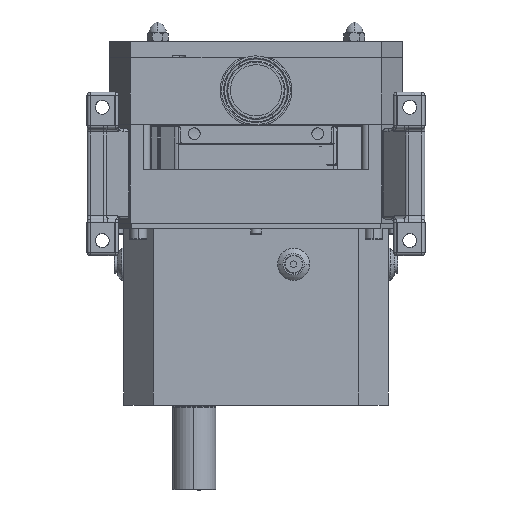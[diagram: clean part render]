
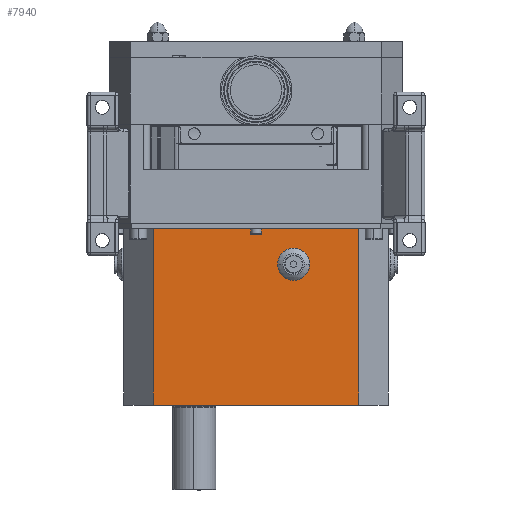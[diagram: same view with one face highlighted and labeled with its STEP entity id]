
A CAD part, front view. The second image highlights one B-rep face of the part: STEP entity #7940.
In plain terms, the highlighted planar face has unit normal (0, -1, 0).
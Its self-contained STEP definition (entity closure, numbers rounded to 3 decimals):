
#497 = DIRECTION ( 'NONE',  ( -1., 0., 0. ) ) ;
#1194 = FACE_OUTER_BOUND ( 'NONE', #15284, .T. ) ;
#1395 = DIRECTION ( 'NONE',  ( 0., 0., -1. ) ) ;
#1634 = DIRECTION ( 'NONE',  ( -1., 0., 0. ) ) ;
#1789 = CIRCLE ( 'NONE', #15084, 15. ) ;
#1882 = EDGE_LOOP ( 'NONE', ( #9782, #21849 ) ) ;
#2213 = CARTESIAN_POINT ( 'NONE',  ( 95.385, -72., -282.801 ) ) ;
#2426 = ORIENTED_EDGE ( 'NONE', *, *, #21660, .F. ) ;
#2483 = CARTESIAN_POINT ( 'NONE',  ( -95.388, -72., -118.801 ) ) ;
#4122 = CARTESIAN_POINT ( 'NONE',  ( -95.388, -72., -282.801 ) ) ;
#4459 = CARTESIAN_POINT ( 'NONE',  ( -95.388, -72., -282.801 ) ) ;
#4671 = ORIENTED_EDGE ( 'NONE', *, *, #17345, .T. ) ;
#5132 = VECTOR ( 'NONE', #8400, 1000. ) ;
#5181 = CARTESIAN_POINT ( 'NONE',  ( 34.998, -72., -136.801 ) ) ;
#5551 = DIRECTION ( 'NONE',  ( 0., -1., 0. ) ) ;
#6512 = VECTOR ( 'NONE', #497, 1000. ) ;
#6598 = ORIENTED_EDGE ( 'NONE', *, *, #20929, .T. ) ;
#6990 = AXIS2_PLACEMENT_3D ( 'NONE', #8134, #19739, #21530 ) ;
#7193 = CARTESIAN_POINT ( 'NONE',  ( 95.385, -72., -118.801 ) ) ;
#7940 = ADVANCED_FACE ( 'NONE', ( #16815, #1194 ), #25901, .F. ) ;
#8134 = CARTESIAN_POINT ( 'NONE',  ( 34.998, -72., -151.801 ) ) ;
#8400 = DIRECTION ( 'NONE',  ( -1., 0., 0. ) ) ;
#8499 = LINE ( 'NONE', #4459, #21105 ) ;
#8653 = CARTESIAN_POINT ( 'NONE',  ( 34.998, -72., -151.801 ) ) ;
#9782 = ORIENTED_EDGE ( 'NONE', *, *, #24805, .F. ) ;
#12073 = CARTESIAN_POINT ( 'NONE',  ( 95.385, -72., -282.801 ) ) ;
#12110 = CARTESIAN_POINT ( 'NONE',  ( 34.998, -72., -166.801 ) ) ;
#12876 = ORIENTED_EDGE ( 'NONE', *, *, #17593, .F. ) ;
#15084 = AXIS2_PLACEMENT_3D ( 'NONE', #8653, #5551, #1395 ) ;
#15284 = EDGE_LOOP ( 'NONE', ( #6598, #12876, #2426, #4671 ) ) ;
#15443 = VERTEX_POINT ( 'NONE', #4122 ) ;
#15568 = VERTEX_POINT ( 'NONE', #2483 ) ;
#16815 = FACE_BOUND ( 'NONE', #1882, .T. ) ;
#17345 = EDGE_CURVE ( 'NONE', #18385, #26218, #23241, .T. ) ;
#17481 = LINE ( 'NONE', #28633, #5132 ) ;
#17577 = DIRECTION ( 'NONE',  ( 0., 0., 1. ) ) ;
#17593 = EDGE_CURVE ( 'NONE', #15443, #15568, #8499, .T. ) ;
#17751 = VECTOR ( 'NONE', #21016, 1000. ) ;
#18385 = VERTEX_POINT ( 'NONE', #23094 ) ;
#18792 = LINE ( 'NONE', #7193, #6512 ) ;
#19739 = DIRECTION ( 'NONE',  ( 0., -1., 0. ) ) ;
#20929 = EDGE_CURVE ( 'NONE', #26218, #15568, #18792, .T. ) ;
#21016 = DIRECTION ( 'NONE',  ( 0., 0., 1. ) ) ;
#21105 = VECTOR ( 'NONE', #17577, 1000. ) ;
#21530 = DIRECTION ( 'NONE',  ( 0., 0., -1. ) ) ;
#21660 = EDGE_CURVE ( 'NONE', #18385, #15443, #17481, .T. ) ;
#21849 = ORIENTED_EDGE ( 'NONE', *, *, #24415, .F. ) ;
#23094 = CARTESIAN_POINT ( 'NONE',  ( 95.385, -72., -282.801 ) ) ;
#23241 = LINE ( 'NONE', #12073, #17751 ) ;
#23298 = VERTEX_POINT ( 'NONE', #12110 ) ;
#23696 = CARTESIAN_POINT ( 'NONE',  ( 95.385, -72., -118.801 ) ) ;
#24415 = EDGE_CURVE ( 'NONE', #23298, #26431, #28374, .T. ) ;
#24805 = EDGE_CURVE ( 'NONE', #26431, #23298, #1789, .T. ) ;
#25901 = PLANE ( 'NONE',  #25929 ) ;
#25929 = AXIS2_PLACEMENT_3D ( 'NONE', #2213, #29016, #1634 ) ;
#26218 = VERTEX_POINT ( 'NONE', #23696 ) ;
#26431 = VERTEX_POINT ( 'NONE', #5181 ) ;
#28374 = CIRCLE ( 'NONE', #6990, 15. ) ;
#28633 = CARTESIAN_POINT ( 'NONE',  ( 95.385, -72., -282.801 ) ) ;
#29016 = DIRECTION ( 'NONE',  ( 0., 1., 0. ) ) ;
